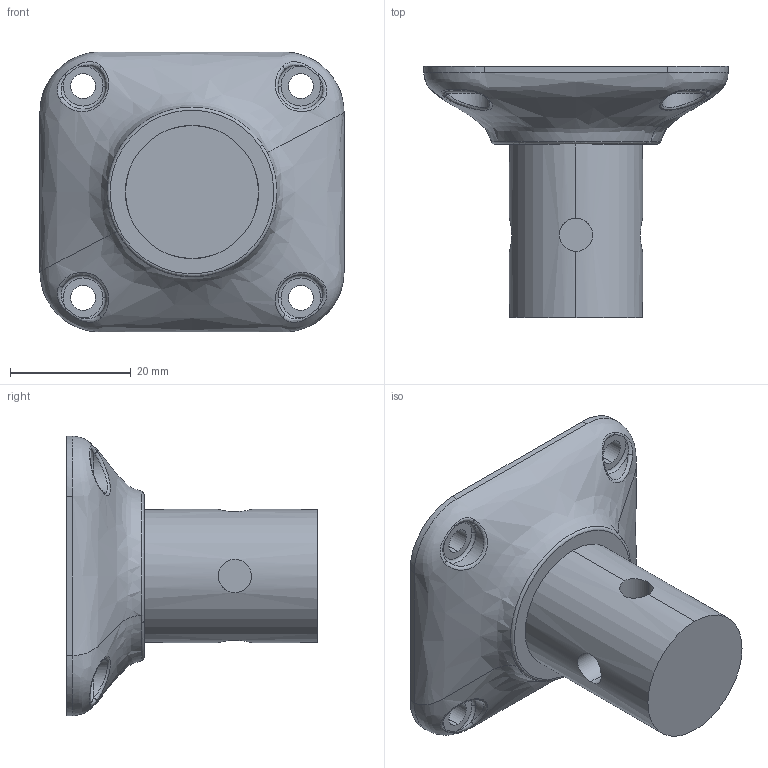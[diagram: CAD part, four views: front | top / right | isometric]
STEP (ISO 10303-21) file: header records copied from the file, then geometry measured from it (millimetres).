
FILE_DESCRIPTION (( 'STEP AP214' ), '1' );
FILE_NAME ('shank_adapter.STEP', '2023-07-29T03:42:34', ( '' ), ( '' ), 'SwSTEP 2.0', 'SolidWorks 2021', '' );
FILE_SCHEMA (( 'AUTOMOTIVE_DESIGN' ));
Length unit declared in the file: millimetre
Products named in the file (1): shank_adapter
Bounding box: 50.28 x 41.47 x 46.28 mm (x, y, z)
Volume: 28307.4 mm3; surface area: 8040.3 mm2
Topology: 1 solids, 1 shells, 83 faces, 218 edges, 144 vertices
Faces by surface type: cylinder 28, plane 23, bspline 20, torus 12
Entity records: 6107 total; most frequent: CARTESIAN_POINT 4157, ORIENTED_EDGE 436, DIRECTION 354, EDGE_CURVE 218, AXIS2_PLACEMENT_3D 156, VERTEX_POINT 144, EDGE_LOOP 98, CIRCLE 92
